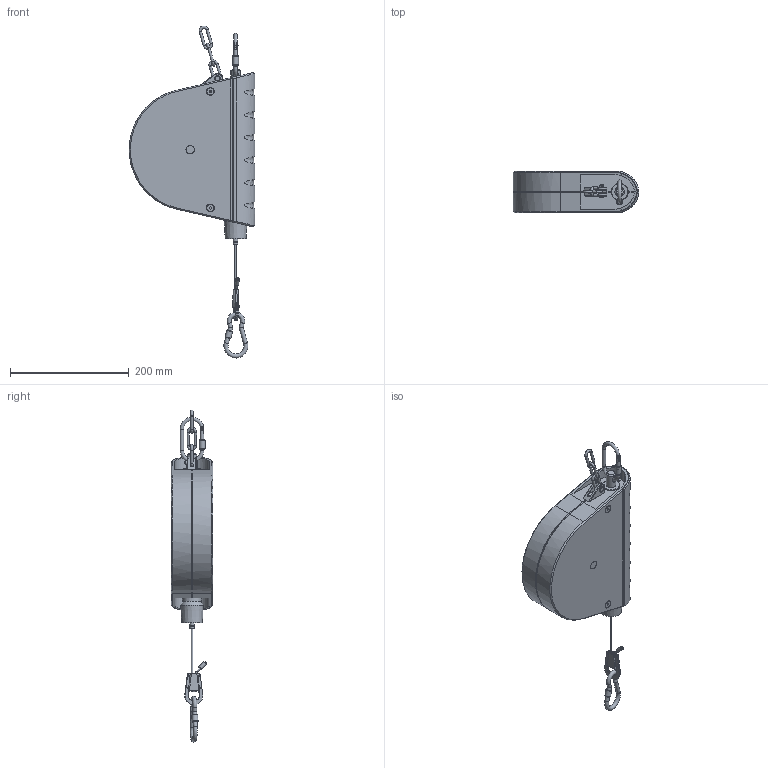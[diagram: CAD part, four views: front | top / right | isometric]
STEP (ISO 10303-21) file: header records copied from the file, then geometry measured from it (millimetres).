
FILE_DESCRIPTION((''),'2;1');
FILE_NAME('002-7221080001-STEP-1.stp','2009-06-25T08:18:24',('mohammad.achtari'),(''),'Autodesk Inventor 2008','Autodesk Inventor 2008','');
FILE_SCHEMA(('AUTOMOTIVE_DESIGN { 1 0 10303 214 1 1 1 1 }'));
Length unit declared in the file: millimetre
Products named in the file (31): 002-7221080001-STEP-1; 002-005_100442-P-STEP-; 002-00_0000589-P; 002-00_0000590-P; 002-005_250085-STEP; 002-005_046824-STEP_; 002-005_065012-P; 002-005_011002-P; 002-005_025615-P; 002-007_335291-STEP; 002-00_6000318-P; 002-005_500001-STEP; 002-00_6000216-P; 002-005_145005-P; 002-007_340000-A; 002-005_340000-P; 002-005_340001-P; 002-00_6SEIL-28-P; 002-00_6000002-P; 002-00_6SEIL-15-P; 002-00_6SEIL-31-P; 002-007_110040-A; 002-005_040061-P; 002-005_025607-P; 002-005_130072-P; 002-005_075561-P; 002-005_120575-P; 002-00_1000031-P; 002-00_6000453-A; 002-00_6000453-P; 002-00_1000902-P
Assembly tree (35 placements, depth 4):
  002-7221080001-STEP-1
    002-005_100442-P-STEP-  x2
    002-00_0000589-P  x2
    002-00_0000590-P  x2
    002-005_250085-STEP
    002-005_046824-STEP_
    002-005_065012-P
    002-005_011002-P
    002-005_025615-P
    002-007_335291-STEP
      002-00_6000318-P
      002-005_500001-STEP
      002-00_6000216-P
      002-005_145005-P
      002-007_340000-A
        002-005_340000-P
        002-005_340001-P
      002-00_6SEIL-28-P
      002-00_6000002-P
      002-00_6SEIL-15-P
      002-00_6SEIL-31-P
    002-007_110040-A
      002-005_040061-P
      002-005_025607-P
      002-005_130072-P
      002-005_075561-P
      002-005_120575-P
      002-00_1000031-P
    002-00_6000453-A
      002-00_6000453-P  x3
    002-00_1000902-P
Bounding box: 211.25 x 70.15 x 558.49 mm (x, y, z)
Volume: 704846.4 mm3; surface area: 368982.8 mm2
Topology: 33 solids, 33 shells, 654 faces, 1615 edges, 1025 vertices
Faces by surface type: plane 305, cylinder 188, bspline 90, torus 35, cone 30, sphere 6
Full cylindrical faces by diameter (mm): 1.25 x1, 1.6 x1, 2 x1, 2.1 x3, 2.5 x2, 3 x2, 4 x6, 6 x10, 6.1 x2, 6.3 x4, 6.8 x4, 7 x1, 7.5 x2, 8 x1, 10 x3, 12 x4, 13.97 x2, 14.1 x2, 14.97 x1, 15.97 x1, 16 x1, 22 x2, 26 x2, 27 x2, 29 x1, 32 x2, 36 x1
Entity records: 23735 total; most frequent: CARTESIAN_POINT 11425, DIRECTION 2330, ORIENTED_EDGE 2270, EDGE_CURVE 1135, AXIS2_PLACEMENT_3D 899, VERTEX_POINT 786, EDGE_LOOP 685, VECTOR 532
